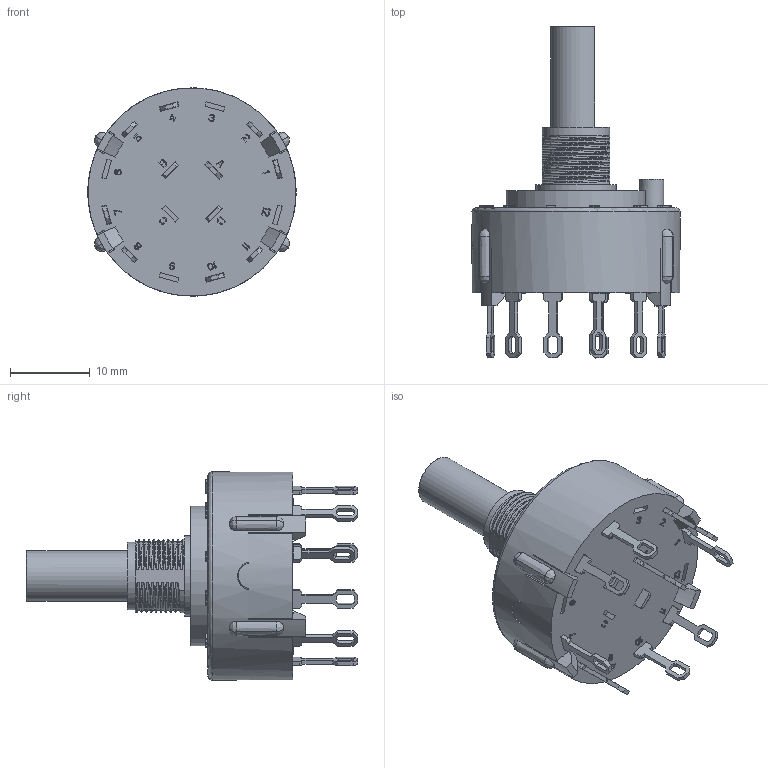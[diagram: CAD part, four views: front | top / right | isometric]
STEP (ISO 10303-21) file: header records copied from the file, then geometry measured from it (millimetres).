
FILE_DESCRIPTION(/* description */ ('STEP AP203'),/* implementation_level */ '2;1');
FILE_NAME(/* name */ 'A12505RNZQ',/* time_stamp */ '2024-07-30T09:52:46+02:00',/* author */ ('License CC BY-ND 4.0'),/* organization */ ('CADENAS'),/* preprocessor_version */ 'ST-DEVELOPER v19.3',/* originating_system */ 'PARTsolutions',/* authorisation */ ' ');
FILE_SCHEMA (('CONFIG_CONTROL_DESIGN'));
Length unit declared in the file: inch
Products named in the file (2): A12505RNZQ; A12505RNZQ_PART1
Assembly tree (1 placements, depth 2):
  A12505RNZQ
    A12505RNZQ_PART1
Bounding box: 26.19 x 41.71 x 26.17 mm (x, y, z)
Volume: 4989 mm3; surface area: 6820.6 mm2
Topology: 1 solids, 1 shells, 1846 faces, 5347 edges, 3548 vertices
Faces by surface type: plane 1602, cylinder 136, bspline 89, cone 18, torus 1
Full cylindrical faces by diameter (mm): 1.524 x12, 1.549 x8, 2.921 x1, 2.972 x1, 3.048 x1, 3.277 x1, 3.48 x4, 5.151 x1, 6.299 x1, 6.452 x1, 8.255 x1, 8.509 x1, 10.058 x1, 12.7 x1, 14.224 x1, 14.605 x1, 26.187 x1
Entity records: 63230 total; most frequent: CARTESIAN_POINT 15235, ORIENTED_EDGE 10506, DIRECTION 8872, EDGE_CURVE 5253, LINE 4668, VECTOR 4668, VERTEX_POINT 3507, AXIS2_PLACEMENT_3D 2102
